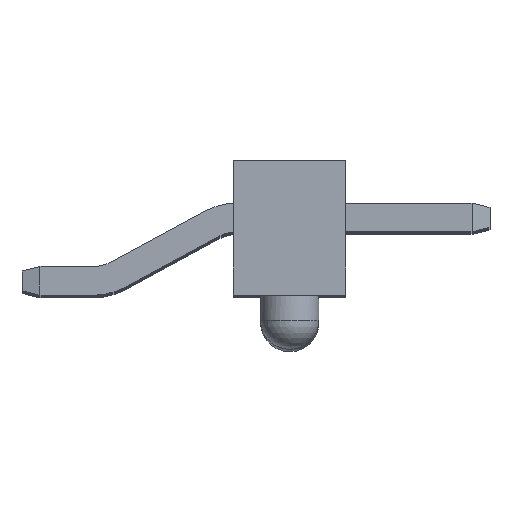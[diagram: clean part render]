
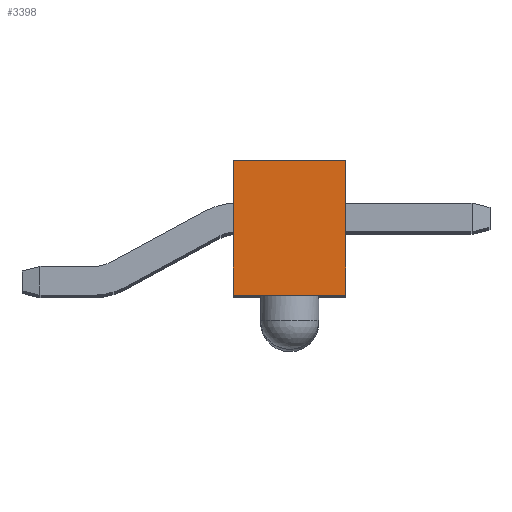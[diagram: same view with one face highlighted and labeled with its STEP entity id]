
A CAD part, top view. The second image highlights one B-rep face of the part: STEP entity #3398.
In plain terms, the highlighted face is planar.
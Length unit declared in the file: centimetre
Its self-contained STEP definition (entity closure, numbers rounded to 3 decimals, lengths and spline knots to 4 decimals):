
#81=LINE('',#4722,#548);
#84=LINE('',#4728,#551);
#85=LINE('',#4730,#552);
#86=LINE('',#4731,#553);
#548=VECTOR('',#3819,1.);
#551=VECTOR('',#3824,1.);
#552=VECTOR('',#3825,1.);
#553=VECTOR('',#3826,1.);
#1015=PLANE('',#3592);
#1231=FACE_OUTER_BOUND('',#1421,.T.);
#1421=EDGE_LOOP('',(#2437,#2438,#2439,#2440));
#1652=VERTEX_POINT('',#4719);
#1653=VERTEX_POINT('',#4721);
#1655=VERTEX_POINT('',#4727);
#1656=VERTEX_POINT('',#4729);
#1952=EDGE_CURVE('',#1652,#1653,#81,.T.);
#1955=EDGE_CURVE('',#1655,#1652,#84,.T.);
#1956=EDGE_CURVE('',#1656,#1655,#85,.T.);
#1957=EDGE_CURVE('',#1653,#1656,#86,.T.);
#2437=ORIENTED_EDGE('',*,*,#1955,.F.);
#2438=ORIENTED_EDGE('',*,*,#1956,.F.);
#2439=ORIENTED_EDGE('',*,*,#1957,.F.);
#2440=ORIENTED_EDGE('',*,*,#1952,.F.);
#3398=ADVANCED_FACE('',(#1231),#1015,.F.);
#3592=AXIS2_PLACEMENT_3D('',#4726,#3822,#3823);
#3819=DIRECTION('',(0.,1.,0.));
#3822=DIRECTION('center_axis',(-1.,0.,0.));
#3823=DIRECTION('ref_axis',(0.,1.,0.));
#3824=DIRECTION('',(0.,0.,1.));
#3825=DIRECTION('',(0.,-1.,0.));
#3826=DIRECTION('',(0.,0.,-1.));
#4719=CARTESIAN_POINT('',(1.654,0.,0.173));
#4721=CARTESIAN_POINT('',(1.654,0.25,0.173));
#4722=CARTESIAN_POINT('',(1.654,0.125,0.173));
#4726=CARTESIAN_POINT('Origin',(1.654,0.,0.173));
#4727=CARTESIAN_POINT('',(1.654,0.,-0.127));
#4728=CARTESIAN_POINT('',(1.654,0.,0.163));
#4729=CARTESIAN_POINT('',(1.654,0.25,-0.127));
#4730=CARTESIAN_POINT('',(1.654,0.,-0.127));
#4731=CARTESIAN_POINT('',(1.654,0.25,0.0865));
